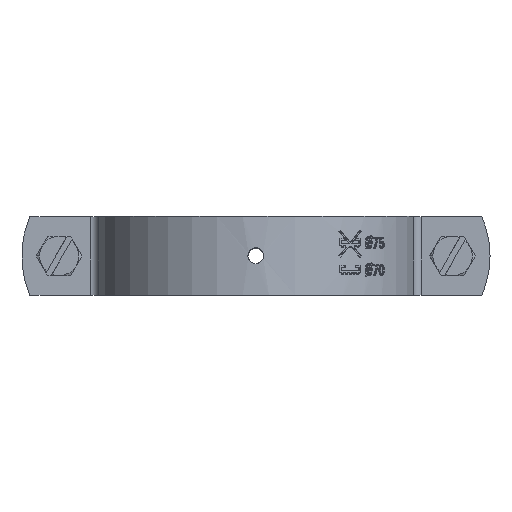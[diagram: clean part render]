
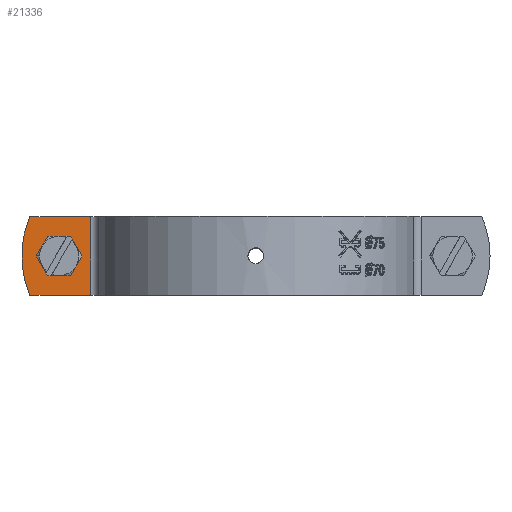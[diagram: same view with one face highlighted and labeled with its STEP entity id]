
A CAD part, top view. The second image highlights one B-rep face of the part: STEP entity #21336.
In plain terms, the highlighted planar face has unit normal (0, 0, 1).
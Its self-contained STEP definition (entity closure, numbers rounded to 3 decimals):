
#72 = AXIS2_PLACEMENT_3D ( 'NONE', #3287, #17496, #8654 ) ;
#555 = DIRECTION ( 'NONE',  ( 1., 0., 0. ) ) ;
#816 = CIRCLE ( 'NONE', #72, 4.5 ) ;
#1084 = CARTESIAN_POINT ( 'NONE',  ( -49.883, 0., 5. ) ) ;
#1085 = CIRCLE ( 'NONE', #3684, 4.5 ) ;
#1123 = DIRECTION ( 'NONE',  ( 1., 0., 0. ) ) ;
#1467 = LINE ( 'NONE', #4972, #18112 ) ;
#1851 = EDGE_CURVE ( 'NONE', #8448, #18529, #816, .T. ) ;
#2336 = CARTESIAN_POINT ( 'NONE',  ( -52.711, -3.5, 5. ) ) ;
#2584 = LINE ( 'NONE', #9700, #13321 ) ;
#2599 = DIRECTION ( 'NONE',  ( 1., 0., 0. ) ) ;
#3031 = AXIS2_PLACEMENT_3D ( 'NONE', #19909, #11174, #555 ) ;
#3042 = DIRECTION ( 'NONE',  ( 1., 0., 0. ) ) ;
#3055 = VERTEX_POINT ( 'NONE', #19632 ) ;
#3287 = CARTESIAN_POINT ( 'NONE',  ( -49.883, 0., 5. ) ) ;
#3684 = AXIS2_PLACEMENT_3D ( 'NONE', #19127, #21225, #3042 ) ;
#3748 = VERTEX_POINT ( 'NONE', #6147 ) ;
#3925 = CARTESIAN_POINT ( 'NONE',  ( -41.92, 10., 5. ) ) ;
#4085 = VECTOR ( 'NONE', #2599, 1000. ) ;
#4468 = DIRECTION ( 'NONE',  ( 1., 0., 0. ) ) ;
#4508 = CARTESIAN_POINT ( 'NONE',  ( -47.055, 3.5, 5. ) ) ;
#4631 = DIRECTION ( 'NONE',  ( 0., 0., -1. ) ) ;
#4668 = CARTESIAN_POINT ( 'NONE',  ( -57.296, 10., 5. ) ) ;
#4972 = CARTESIAN_POINT ( 'NONE',  ( -59.383, -10., 5. ) ) ;
#5119 = CIRCLE ( 'NONE', #8095, 4.5 ) ;
#6147 = CARTESIAN_POINT ( 'NONE',  ( -52.711, 3.5, 5. ) ) ;
#6188 = CARTESIAN_POINT ( 'NONE',  ( -41.92, 10., 5. ) ) ;
#6272 = FACE_BOUND ( 'NONE', #13843, .T. ) ;
#6390 = DIRECTION ( 'NONE',  ( -1., 0., 0. ) ) ;
#7518 = VERTEX_POINT ( 'NONE', #6188 ) ;
#7619 = EDGE_CURVE ( 'NONE', #7518, #3055, #16280, .T. ) ;
#7960 = ORIENTED_EDGE ( 'NONE', *, *, #1851, .F. ) ;
#8095 = AXIS2_PLACEMENT_3D ( 'NONE', #1084, #12050, #15532 ) ;
#8448 = VERTEX_POINT ( 'NONE', #15766 ) ;
#8654 = DIRECTION ( 'NONE',  ( 1., 0., 0. ) ) ;
#8700 = EDGE_CURVE ( 'NONE', #8891, #3748, #2584, .T. ) ;
#8891 = VERTEX_POINT ( 'NONE', #4508 ) ;
#9470 = VERTEX_POINT ( 'NONE', #2336 ) ;
#9700 = CARTESIAN_POINT ( 'NONE',  ( -52.711, 3.5, 5. ) ) ;
#9884 = PLANE ( 'NONE',  #20414 ) ;
#11174 = DIRECTION ( 'NONE',  ( 0., 0., -1. ) ) ;
#11582 = LINE ( 'NONE', #22429, #4085 ) ;
#12050 = DIRECTION ( 'NONE',  ( 0., 0., 1. ) ) ;
#12196 = VECTOR ( 'NONE', #18145, 1000. ) ;
#13223 = EDGE_CURVE ( 'NONE', #18944, #18821, #18273, .T. ) ;
#13321 = VECTOR ( 'NONE', #16785, 1000. ) ;
#13378 = FACE_OUTER_BOUND ( 'NONE', #19338, .T. ) ;
#13533 = CARTESIAN_POINT ( 'NONE',  ( -57.296, -10., 5. ) ) ;
#13781 = VECTOR ( 'NONE', #4468, 1000. ) ;
#13843 = EDGE_LOOP ( 'NONE', ( #22371, #20920, #7960, #17329, #17864 ) ) ;
#14776 = EDGE_CURVE ( 'NONE', #18529, #8891, #1085, .T. ) ;
#15532 = DIRECTION ( 'NONE',  ( 1., 0., 0. ) ) ;
#15766 = CARTESIAN_POINT ( 'NONE',  ( -47.055, -3.5, 5. ) ) ;
#16101 = EDGE_CURVE ( 'NONE', #18821, #7518, #11582, .T. ) ;
#16159 = EDGE_CURVE ( 'NONE', #9470, #8448, #20442, .T. ) ;
#16280 = LINE ( 'NONE', #3925, #12196 ) ;
#16736 = CARTESIAN_POINT ( 'NONE',  ( -59.383, 10., 5. ) ) ;
#16785 = DIRECTION ( 'NONE',  ( -1., 0., 0. ) ) ;
#17329 = ORIENTED_EDGE ( 'NONE', *, *, #16159, .F. ) ;
#17443 = EDGE_CURVE ( 'NONE', #18944, #3055, #1467, .T. ) ;
#17496 = DIRECTION ( 'NONE',  ( 0., 0., 1. ) ) ;
#17864 = ORIENTED_EDGE ( 'NONE', *, *, #19637, .F. ) ;
#18112 = VECTOR ( 'NONE', #1123, 1000. ) ;
#18145 = DIRECTION ( 'NONE',  ( 0., -1., 0. ) ) ;
#18146 = ORIENTED_EDGE ( 'NONE', *, *, #7619, .F. ) ;
#18181 = ORIENTED_EDGE ( 'NONE', *, *, #13223, .F. ) ;
#18273 = CIRCLE ( 'NONE', #3031, 25. ) ;
#18529 = VERTEX_POINT ( 'NONE', #21899 ) ;
#18681 = CARTESIAN_POINT ( 'NONE',  ( -47.055, -3.5, 5. ) ) ;
#18821 = VERTEX_POINT ( 'NONE', #4668 ) ;
#18944 = VERTEX_POINT ( 'NONE', #13533 ) ;
#19127 = CARTESIAN_POINT ( 'NONE',  ( -49.883, 0., 5. ) ) ;
#19338 = EDGE_LOOP ( 'NONE', ( #20842, #18181, #20759, #18146 ) ) ;
#19632 = CARTESIAN_POINT ( 'NONE',  ( -41.92, -10., 5. ) ) ;
#19637 = EDGE_CURVE ( 'NONE', #3748, #9470, #5119, .T. ) ;
#19909 = CARTESIAN_POINT ( 'NONE',  ( -34.383, 0., 5. ) ) ;
#20414 = AXIS2_PLACEMENT_3D ( 'NONE', #16736, #4631, #6390 ) ;
#20442 = LINE ( 'NONE', #18681, #13781 ) ;
#20759 = ORIENTED_EDGE ( 'NONE', *, *, #17443, .T. ) ;
#20842 = ORIENTED_EDGE ( 'NONE', *, *, #16101, .F. ) ;
#20920 = ORIENTED_EDGE ( 'NONE', *, *, #14776, .F. ) ;
#21225 = DIRECTION ( 'NONE',  ( 0., 0., 1. ) ) ;
#21336 = ADVANCED_FACE ( 'NONE', ( #6272, #13378 ), #9884, .F. ) ;
#21899 = CARTESIAN_POINT ( 'NONE',  ( -45.383, 0., 5. ) ) ;
#22371 = ORIENTED_EDGE ( 'NONE', *, *, #8700, .F. ) ;
#22429 = CARTESIAN_POINT ( 'NONE',  ( -59.383, 10., 5. ) ) ;
